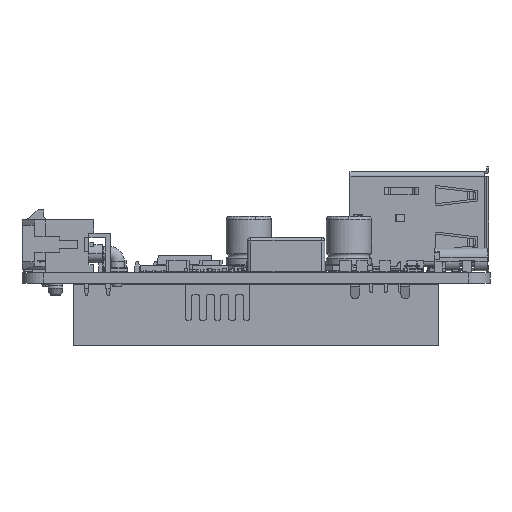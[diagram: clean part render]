
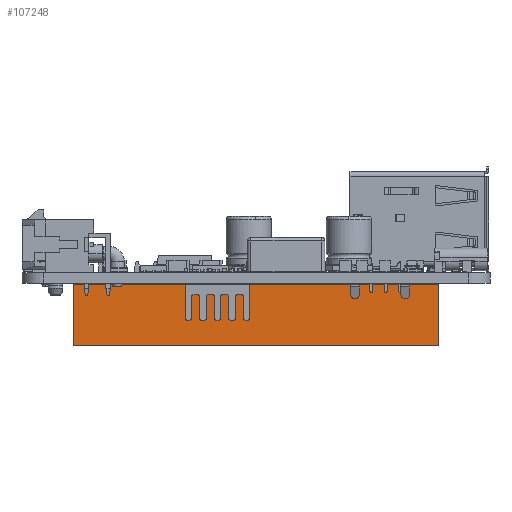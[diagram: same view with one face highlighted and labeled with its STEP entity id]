
A CAD part, front view. The second image highlights one B-rep face of the part: STEP entity #107248.
In plain terms, the highlighted face is planar.
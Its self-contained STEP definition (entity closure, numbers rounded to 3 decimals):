
#107248 = ADVANCED_FACE('',(#107249),#107283,.F.);
#107249 = FACE_BOUND('',#107250,.F.);
#107250 = EDGE_LOOP('',(#107251,#107261,#107269,#107277));
#107251 = ORIENTED_EDGE('',*,*,#107252,.T.);
#107252 = EDGE_CURVE('',#107253,#107255,#107257,.T.);
#107253 = VERTEX_POINT('',#107254);
#107254 = CARTESIAN_POINT('',(1.27,-49.53,0.));
#107255 = VERTEX_POINT('',#107256);
#107256 = CARTESIAN_POINT('',(1.27,-49.53,8.5));
#107257 = LINE('',#107258,#107259);
#107258 = CARTESIAN_POINT('',(1.27,-49.53,0.));
#107259 = VECTOR('',#107260,1.);
#107260 = DIRECTION('',(0.,0.,1.));
#107261 = ORIENTED_EDGE('',*,*,#107262,.T.);
#107262 = EDGE_CURVE('',#107255,#107263,#107265,.T.);
#107263 = VERTEX_POINT('',#107264);
#107264 = CARTESIAN_POINT('',(1.27,1.27,8.5));
#107265 = LINE('',#107266,#107267);
#107266 = CARTESIAN_POINT('',(1.27,-49.53,8.5));
#107267 = VECTOR('',#107268,1.);
#107268 = DIRECTION('',(0.,1.,0.));
#107269 = ORIENTED_EDGE('',*,*,#107270,.F.);
#107270 = EDGE_CURVE('',#107271,#107263,#107273,.T.);
#107271 = VERTEX_POINT('',#107272);
#107272 = CARTESIAN_POINT('',(1.27,1.27,0.));
#107273 = LINE('',#107274,#107275);
#107274 = CARTESIAN_POINT('',(1.27,1.27,0.));
#107275 = VECTOR('',#107276,1.);
#107276 = DIRECTION('',(0.,0.,1.));
#107277 = ORIENTED_EDGE('',*,*,#107278,.F.);
#107278 = EDGE_CURVE('',#107253,#107271,#107279,.T.);
#107279 = LINE('',#107280,#107281);
#107280 = CARTESIAN_POINT('',(1.27,-49.53,0.));
#107281 = VECTOR('',#107282,1.);
#107282 = DIRECTION('',(0.,1.,0.));
#107283 = PLANE('',#107284);
#107284 = AXIS2_PLACEMENT_3D('',#107285,#107286,#107287);
#107285 = CARTESIAN_POINT('',(1.27,-49.53,0.));
#107286 = DIRECTION('',(-1.,0.,0.));
#107287 = DIRECTION('',(0.,1.,0.));
